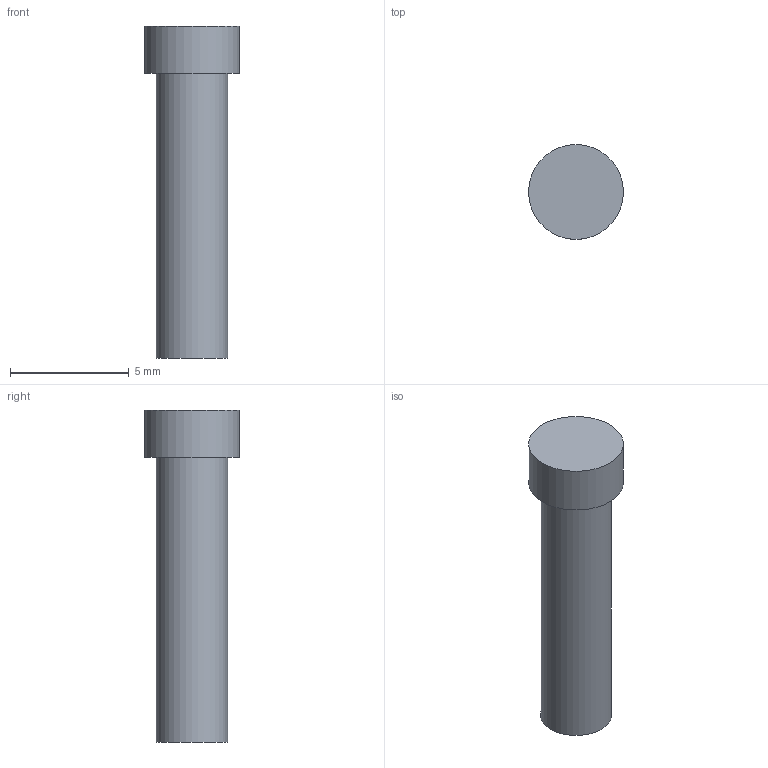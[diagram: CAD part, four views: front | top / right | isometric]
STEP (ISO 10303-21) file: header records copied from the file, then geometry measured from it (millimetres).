
FILE_DESCRIPTION(('HOOPS Exchange Step'),'2;1');
FILE_NAME('screw.step','2019-02-19T19:17:27+00:00',('SYSTEM'),('Unknown organisation'),'HOOPS Exchange 10.0','HOOPS Exchange','Unknown authorisation');
FILE_SCHEMA( ('AP203_CONFIGURATION_CONTROLLED_3D_DESIGN_OF_MECHANICAL_PARTS_AND_ASSEMBLIES_MIM_LF') );
Length unit declared in the file: millimetre
Products named in the file (2): Predeterminado; screw
Assembly tree (1 placements, depth 2):
  screw
    Predeterminado
Bounding box: 4 x 4 x 14 mm (x, y, z)
Volume: 110 mm3; surface area: 163.4 mm2
Topology: 1 solids, 1 shells, 5 faces, 10 edges, 8 vertices
Faces by surface type: plane 3, cylinder 2
Full cylindrical faces by diameter (mm): 3 x1, 4 x1
Entity records: 200 total; most frequent: DIRECTION 34, CARTESIAN_POINT 26, ORIENTED_EDGE 20, AXIS2_PLACEMENT_3D 16, EDGE_CURVE 10, VERTEX_POINT 8, CIRCLE 8, EDGE_LOOP 6
